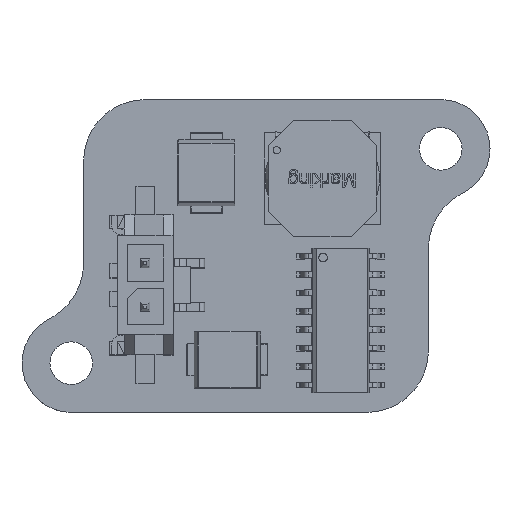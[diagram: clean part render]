
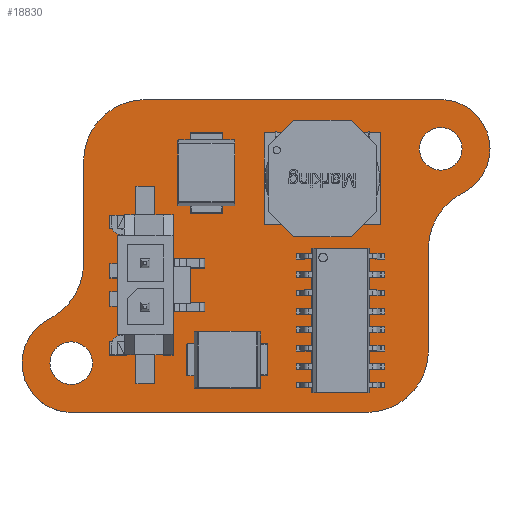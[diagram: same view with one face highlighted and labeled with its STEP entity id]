
A CAD part, top view. The second image highlights one B-rep face of the part: STEP entity #18830.
In plain terms, the highlighted planar face has unit normal (0, 0, 1).
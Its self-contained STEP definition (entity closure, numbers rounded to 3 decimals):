
#18361 = VERTEX_POINT('',#18362);
#18362 = CARTESIAN_POINT('',(8.714,15.306,0.));
#18368 = EDGE_CURVE('',#18361,#18369,#18371,.T.);
#18369 = VERTEX_POINT('',#18370);
#18370 = CARTESIAN_POINT('',(9.152,15.56,0.));
#18371 = LINE('',#18372,#18373);
#18372 = CARTESIAN_POINT('',(8.714,15.306,0.));
#18373 = VECTOR('',#18374,1.);
#18374 = DIRECTION('',(0.865,0.502,0.));
#18399 = EDGE_CURVE('',#18369,#18400,#18402,.T.);
#18400 = VERTEX_POINT('',#18401);
#18401 = CARTESIAN_POINT('',(11.27,19.236,0.));
#18402 = CIRCLE('',#18403,4.248);
#18403 = AXIS2_PLACEMENT_3D('',#18404,#18405,#18406);
#18404 = CARTESIAN_POINT('',(7.022,19.235,0.));
#18405 = DIRECTION('',(0.,0.,1.));
#18406 = DIRECTION('',(0.501,-0.865,0.));
#18432 = EDGE_CURVE('',#18400,#18433,#18435,.T.);
#18433 = VERTEX_POINT('',#18434);
#18434 = CARTESIAN_POINT('',(11.27,26.304,0.));
#18435 = LINE('',#18436,#18437);
#18436 = CARTESIAN_POINT('',(11.27,19.236,0.));
#18437 = VECTOR('',#18438,1.);
#18438 = DIRECTION('',(0.,1.,0.));
#18463 = EDGE_CURVE('',#18433,#18464,#18466,.T.);
#18464 = VERTEX_POINT('',#18465);
#18465 = CARTESIAN_POINT('',(15.52,30.554,0.));
#18466 = CIRCLE('',#18467,4.249);
#18467 = AXIS2_PLACEMENT_3D('',#18468,#18469,#18470);
#18468 = CARTESIAN_POINT('',(15.519,26.305,0.));
#18469 = DIRECTION('',(0.,0.,-1.));
#18470 = DIRECTION('',(-1.,0.,0.));
#18496 = EDGE_CURVE('',#18464,#18497,#18499,.T.);
#18497 = VERTEX_POINT('',#18498);
#18498 = CARTESIAN_POINT('',(35.92,30.554,0.));
#18499 = LINE('',#18500,#18501);
#18500 = CARTESIAN_POINT('',(15.52,30.554,0.));
#18501 = VECTOR('',#18502,1.);
#18502 = DIRECTION('',(1.,0.,0.));
#18527 = EDGE_CURVE('',#18497,#18528,#18530,.T.);
#18528 = VERTEX_POINT('',#18529);
#18529 = CARTESIAN_POINT('',(37.626,24.213,0.));
#18530 = CIRCLE('',#18531,3.4);
#18531 = AXIS2_PLACEMENT_3D('',#18532,#18533,#18534);
#18532 = CARTESIAN_POINT('',(35.92,27.154,0.));
#18533 = DIRECTION('',(0.,0.,-1.));
#18534 = DIRECTION('',(0.,1.,0.));
#18560 = EDGE_CURVE('',#18528,#18561,#18563,.T.);
#18561 = VERTEX_POINT('',#18562);
#18562 = CARTESIAN_POINT('',(37.188,23.959,0.));
#18563 = LINE('',#18564,#18565);
#18564 = CARTESIAN_POINT('',(37.626,24.213,0.));
#18565 = VECTOR('',#18566,1.);
#18566 = DIRECTION('',(-0.865,-0.502,0.));
#18591 = EDGE_CURVE('',#18561,#18592,#18594,.T.);
#18592 = VERTEX_POINT('',#18593);
#18593 = CARTESIAN_POINT('',(35.07,20.283,0.));
#18594 = CIRCLE('',#18595,4.248);
#18595 = AXIS2_PLACEMENT_3D('',#18596,#18597,#18598);
#18596 = CARTESIAN_POINT('',(39.318,20.284,0.));
#18597 = DIRECTION('',(0.,0.,1.));
#18598 = DIRECTION('',(-0.501,0.865,0.));
#18624 = EDGE_CURVE('',#18592,#18625,#18627,.T.);
#18625 = VERTEX_POINT('',#18626);
#18626 = CARTESIAN_POINT('',(35.07,13.214,0.));
#18627 = LINE('',#18628,#18629);
#18628 = CARTESIAN_POINT('',(35.07,20.283,0.));
#18629 = VECTOR('',#18630,1.);
#18630 = DIRECTION('',(0.,-1.,0.));
#18655 = EDGE_CURVE('',#18625,#18656,#18658,.T.);
#18656 = VERTEX_POINT('',#18657);
#18657 = CARTESIAN_POINT('',(30.82,8.964,0.));
#18658 = CIRCLE('',#18659,4.251);
#18659 = AXIS2_PLACEMENT_3D('',#18660,#18661,#18662);
#18660 = CARTESIAN_POINT('',(30.819,13.215,0.));
#18661 = DIRECTION('',(0.,0.,-1.));
#18662 = DIRECTION('',(1.,0.,0.));
#18688 = EDGE_CURVE('',#18656,#18689,#18691,.T.);
#18689 = VERTEX_POINT('',#18690);
#18690 = CARTESIAN_POINT('',(10.42,8.964,0.));
#18691 = LINE('',#18692,#18693);
#18692 = CARTESIAN_POINT('',(30.82,8.964,0.));
#18693 = VECTOR('',#18694,1.);
#18694 = DIRECTION('',(-1.,0.,0.));
#18719 = EDGE_CURVE('',#18689,#18361,#18720,.T.);
#18720 = CIRCLE('',#18721,3.401);
#18721 = AXIS2_PLACEMENT_3D('',#18722,#18723,#18724);
#18722 = CARTESIAN_POINT('',(10.421,12.365,0.));
#18723 = DIRECTION('',(0.,0.,-1.));
#18724 = DIRECTION('',(0.,-1.,0.));
#18745 = VERTEX_POINT('',#18746);
#18746 = CARTESIAN_POINT('',(11.893,12.364,0.));
#18752 = EDGE_CURVE('',#18745,#18745,#18753,.T.);
#18753 = CIRCLE('',#18754,1.473);
#18754 = AXIS2_PLACEMENT_3D('',#18755,#18756,#18757);
#18755 = CARTESIAN_POINT('',(10.42,12.364,0.));
#18756 = DIRECTION('',(0.,0.,1.));
#18757 = DIRECTION('',(1.,0.,0.));
#18778 = VERTEX_POINT('',#18779);
#18779 = CARTESIAN_POINT('',(37.393,27.154,0.));
#18785 = EDGE_CURVE('',#18778,#18778,#18786,.T.);
#18786 = CIRCLE('',#18787,1.473);
#18787 = AXIS2_PLACEMENT_3D('',#18788,#18789,#18790);
#18788 = CARTESIAN_POINT('',(35.92,27.154,0.));
#18789 = DIRECTION('',(0.,0.,1.));
#18790 = DIRECTION('',(1.,0.,0.));
#18830 = ADVANCED_FACE('',(#18831,#18845,#18848),#18851,.F.);
#18831 = FACE_BOUND('',#18832,.F.);
#18832 = EDGE_LOOP('',(#18833,#18834,#18835,#18836,#18837,#18838,#18839,
    #18840,#18841,#18842,#18843,#18844));
#18833 = ORIENTED_EDGE('',*,*,#18368,.T.);
#18834 = ORIENTED_EDGE('',*,*,#18399,.T.);
#18835 = ORIENTED_EDGE('',*,*,#18432,.T.);
#18836 = ORIENTED_EDGE('',*,*,#18463,.T.);
#18837 = ORIENTED_EDGE('',*,*,#18496,.T.);
#18838 = ORIENTED_EDGE('',*,*,#18527,.T.);
#18839 = ORIENTED_EDGE('',*,*,#18560,.T.);
#18840 = ORIENTED_EDGE('',*,*,#18591,.T.);
#18841 = ORIENTED_EDGE('',*,*,#18624,.T.);
#18842 = ORIENTED_EDGE('',*,*,#18655,.T.);
#18843 = ORIENTED_EDGE('',*,*,#18688,.T.);
#18844 = ORIENTED_EDGE('',*,*,#18719,.T.);
#18845 = FACE_BOUND('',#18846,.F.);
#18846 = EDGE_LOOP('',(#18847));
#18847 = ORIENTED_EDGE('',*,*,#18752,.T.);
#18848 = FACE_BOUND('',#18849,.F.);
#18849 = EDGE_LOOP('',(#18850));
#18850 = ORIENTED_EDGE('',*,*,#18785,.T.);
#18851 = PLANE('',#18852);
#18852 = AXIS2_PLACEMENT_3D('',#18853,#18854,#18855);
#18853 = CARTESIAN_POINT('',(8.714,15.306,0.));
#18854 = DIRECTION('',(0.,0.,-1.));
#18855 = DIRECTION('',(-1.,0.,0.));
